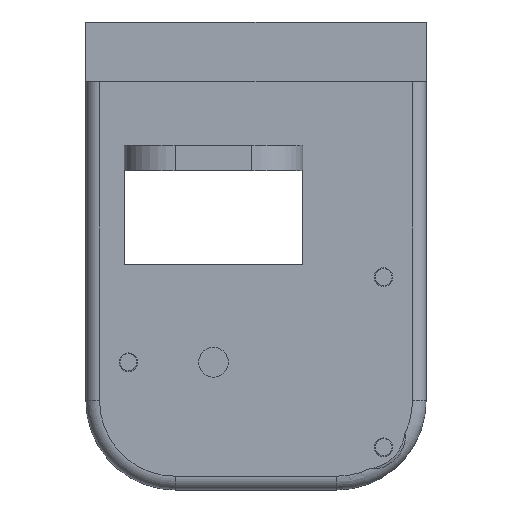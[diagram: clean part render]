
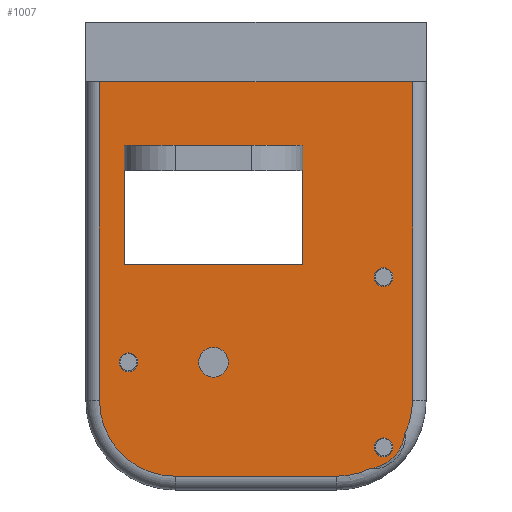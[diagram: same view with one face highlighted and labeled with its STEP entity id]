
A CAD part, top view. The second image highlights one B-rep face of the part: STEP entity #1007.
In plain terms, the highlighted planar face has unit normal (0, 0, 1).
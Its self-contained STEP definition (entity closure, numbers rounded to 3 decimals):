
#16=B_SPLINE_CURVE_WITH_KNOTS('',3,(#1702,#1703,#1704,#1705,#1706,#1707,
#1708,#1709,#1710,#1711,#1712,#1713,#1714,#1715,#1716,#1717),
 .UNSPECIFIED.,.F.,.F.,(4,2,2,2,2,2,2,4),(-0.001,0.,0.175,
0.275,0.336,0.496,0.7,
0.702),.UNSPECIFIED.);
#31=FACE_BOUND('',#160,.T.);
#32=FACE_BOUND('',#161,.T.);
#33=FACE_BOUND('',#162,.T.);
#34=FACE_BOUND('',#163,.T.);
#35=FACE_BOUND('',#164,.T.);
#57=PLANE('',#1109);
#94=FACE_OUTER_BOUND('',#159,.T.);
#159=EDGE_LOOP('',(#814,#815,#816,#817,#818,#819,#820,#821));
#160=EDGE_LOOP('',(#822));
#161=EDGE_LOOP('',(#823,#824,#825,#826,#827,#828));
#162=EDGE_LOOP('',(#829));
#163=EDGE_LOOP('',(#830));
#164=EDGE_LOOP('',(#831));
#203=LINE('',#1514,#287);
#218=LINE('',#1561,#302);
#236=LINE('',#1610,#320);
#252=LINE('',#1651,#336);
#266=LINE('',#1693,#350);
#267=LINE('',#1695,#351);
#268=LINE('',#1699,#352);
#269=LINE('',#1721,#353);
#270=LINE('',#1722,#354);
#271=LINE('',#1723,#355);
#287=VECTOR('',#1190,10.);
#302=VECTOR('',#1229,10.);
#320=VECTOR('',#1271,10.);
#336=VECTOR('',#1313,10.);
#350=VECTOR('',#1357,10.);
#351=VECTOR('',#1358,10.);
#352=VECTOR('',#1361,10.);
#353=VECTOR('',#1366,10.);
#354=VECTOR('',#1367,10.);
#355=VECTOR('',#1368,10.);
#393=CIRCLE('',#1107,1.1);
#395=CIRCLE('',#1110,8.9);
#396=CIRCLE('',#1111,8.9);
#397=CIRCLE('',#1112,8.9);
#398=CIRCLE('',#1113,1.1);
#399=CIRCLE('',#1114,1.75);
#400=CIRCLE('',#1115,1.1);
#426=VERTEX_POINT('',#1495);
#429=VERTEX_POINT('',#1500);
#434=VERTEX_POINT('',#1512);
#454=VERTEX_POINT('',#1560);
#472=VERTEX_POINT('',#1607);
#473=VERTEX_POINT('',#1609);
#485=VERTEX_POINT('',#1650);
#496=VERTEX_POINT('',#1685);
#497=VERTEX_POINT('',#1690);
#498=VERTEX_POINT('',#1691);
#499=VERTEX_POINT('',#1694);
#500=VERTEX_POINT('',#1696);
#501=VERTEX_POINT('',#1698);
#502=VERTEX_POINT('',#1700);
#503=VERTEX_POINT('',#1718);
#504=VERTEX_POINT('',#1720);
#505=VERTEX_POINT('',#1724);
#506=VERTEX_POINT('',#1726);
#529=EDGE_CURVE('',#429,#434,#203,.T.);
#552=EDGE_CURVE('',#454,#429,#218,.T.);
#576=EDGE_CURVE('',#473,#472,#236,.T.);
#597=EDGE_CURVE('',#485,#426,#252,.T.);
#615=EDGE_CURVE('',#496,#496,#393,.T.);
#617=EDGE_CURVE('',#497,#498,#395,.T.);
#618=EDGE_CURVE('',#497,#473,#266,.T.);
#619=EDGE_CURVE('',#499,#472,#267,.T.);
#620=EDGE_CURVE('',#500,#499,#396,.T.);
#621=EDGE_CURVE('',#501,#500,#268,.T.);
#622=EDGE_CURVE('',#502,#501,#397,.T.);
#623=EDGE_CURVE('',#498,#502,#16,.T.);
#624=EDGE_CURVE('',#503,#503,#398,.T.);
#625=EDGE_CURVE('',#426,#504,#269,.T.);
#626=EDGE_CURVE('',#504,#454,#270,.T.);
#627=EDGE_CURVE('',#434,#485,#271,.T.);
#628=EDGE_CURVE('',#505,#505,#399,.T.);
#629=EDGE_CURVE('',#506,#506,#400,.T.);
#814=ORIENTED_EDGE('',*,*,#617,.F.);
#815=ORIENTED_EDGE('',*,*,#618,.T.);
#816=ORIENTED_EDGE('',*,*,#576,.T.);
#817=ORIENTED_EDGE('',*,*,#619,.F.);
#818=ORIENTED_EDGE('',*,*,#620,.F.);
#819=ORIENTED_EDGE('',*,*,#621,.F.);
#820=ORIENTED_EDGE('',*,*,#622,.F.);
#821=ORIENTED_EDGE('',*,*,#623,.F.);
#822=ORIENTED_EDGE('',*,*,#624,.F.);
#823=ORIENTED_EDGE('',*,*,#597,.T.);
#824=ORIENTED_EDGE('',*,*,#625,.T.);
#825=ORIENTED_EDGE('',*,*,#626,.T.);
#826=ORIENTED_EDGE('',*,*,#552,.T.);
#827=ORIENTED_EDGE('',*,*,#529,.T.);
#828=ORIENTED_EDGE('',*,*,#627,.T.);
#829=ORIENTED_EDGE('',*,*,#628,.T.);
#830=ORIENTED_EDGE('',*,*,#629,.F.);
#831=ORIENTED_EDGE('',*,*,#615,.F.);
#1007=ADVANCED_FACE('',(#94,#31,#32,#33,#34,#35),#57,.T.);
#1107=AXIS2_PLACEMENT_3D('',#1687,#1349,#1350);
#1109=AXIS2_PLACEMENT_3D('',#1689,#1353,#1354);
#1110=AXIS2_PLACEMENT_3D('',#1692,#1355,#1356);
#1111=AXIS2_PLACEMENT_3D('',#1697,#1359,#1360);
#1112=AXIS2_PLACEMENT_3D('',#1701,#1362,#1363);
#1113=AXIS2_PLACEMENT_3D('',#1719,#1364,#1365);
#1114=AXIS2_PLACEMENT_3D('',#1725,#1369,#1370);
#1115=AXIS2_PLACEMENT_3D('',#1727,#1371,#1372);
#1190=DIRECTION('',(0.,1.,0.));
#1229=DIRECTION('',(0.,1.,0.));
#1271=DIRECTION('',(-1.,0.,0.));
#1313=DIRECTION('',(0.,-1.,0.));
#1349=DIRECTION('center_axis',(0.,0.,1.));
#1350=DIRECTION('ref_axis',(1.,0.,0.));
#1353=DIRECTION('center_axis',(0.,0.,1.));
#1354=DIRECTION('ref_axis',(1.,0.,0.));
#1355=DIRECTION('center_axis',(0.,0.,-1.));
#1356=DIRECTION('ref_axis',(0.707,-0.707,0.));
#1357=DIRECTION('',(0.,1.,0.));
#1358=DIRECTION('',(0.,1.,0.));
#1359=DIRECTION('center_axis',(0.,0.,-1.));
#1360=DIRECTION('ref_axis',(-0.707,-0.707,0.));
#1361=DIRECTION('',(-1.,0.,0.));
#1362=DIRECTION('center_axis',(0.,0.,-1.));
#1363=DIRECTION('ref_axis',(0.707,-0.707,0.));
#1364=DIRECTION('center_axis',(0.,0.,1.));
#1365=DIRECTION('ref_axis',(1.,0.,0.));
#1366=DIRECTION('',(0.,-1.,0.));
#1367=DIRECTION('',(-1.,0.,0.));
#1368=DIRECTION('',(1.,0.,0.));
#1369=DIRECTION('center_axis',(0.,0.,-1.));
#1370=DIRECTION('ref_axis',(1.,0.,0.));
#1371=DIRECTION('center_axis',(0.,0.,1.));
#1372=DIRECTION('ref_axis',(1.,0.,0.));
#1495=CARTESIAN_POINT('',(10.5,47.543,10.));
#1500=CARTESIAN_POINT('',(-10.5,47.543,10.));
#1512=CARTESIAN_POINT('',(-10.5,50.5,10.));
#1514=CARTESIAN_POINT('',(-10.5,25.25,10.));
#1560=CARTESIAN_POINT('',(-10.5,36.5,10.));
#1561=CARTESIAN_POINT('',(-10.5,18.25,10.));
#1607=CARTESIAN_POINT('',(-13.4,58.,10.));
#1609=CARTESIAN_POINT('',(23.4,58.,10.));
#1610=CARTESIAN_POINT('',(-21.25,58.,10.));
#1650=CARTESIAN_POINT('',(10.5,50.5,10.));
#1651=CARTESIAN_POINT('',(10.5,23.75,10.));
#1685=CARTESIAN_POINT('',(21.1,15.,10.));
#1687=CARTESIAN_POINT('Origin',(20.,15.,10.));
#1689=CARTESIAN_POINT('Origin',(-27.5,0.,10.));
#1690=CARTESIAN_POINT('',(23.4,20.5,10.));
#1691=CARTESIAN_POINT('',(22.516,16.634,10.));
#1692=CARTESIAN_POINT('Origin',(14.5,20.5,10.));
#1693=CARTESIAN_POINT('',(23.4,55.,10.));
#1694=CARTESIAN_POINT('',(-13.4,20.5,10.));
#1695=CARTESIAN_POINT('',(-13.4,30.,10.));
#1696=CARTESIAN_POINT('',(-4.5,11.6,10.));
#1697=CARTESIAN_POINT('Origin',(-4.5,20.5,10.));
#1698=CARTESIAN_POINT('',(14.5,11.6,10.));
#1699=CARTESIAN_POINT('',(-13.75,11.6,10.));
#1700=CARTESIAN_POINT('',(18.366,12.484,10.));
#1701=CARTESIAN_POINT('Origin',(14.5,20.5,10.));
#1702=CARTESIAN_POINT('Ctrl Pts',(22.516,16.634,10.));
#1703=CARTESIAN_POINT('Ctrl Pts',(22.516,16.629,10.));
#1704=CARTESIAN_POINT('Ctrl Pts',(22.515,16.625,10.));
#1705=CARTESIAN_POINT('Ctrl Pts',(22.446,16.041,10.));
#1706=CARTESIAN_POINT('Ctrl Pts',(22.243,15.427,10.));
#1707=CARTESIAN_POINT('Ctrl Pts',(21.767,14.563,10.));
#1708=CARTESIAN_POINT('Ctrl Pts',(21.561,14.269,10.));
#1709=CARTESIAN_POINT('Ctrl Pts',(21.172,13.838,10.));
#1710=CARTESIAN_POINT('Ctrl Pts',(21.013,13.686,10.));
#1711=CARTESIAN_POINT('Ctrl Pts',(20.395,13.178,10.));
#1712=CARTESIAN_POINT('Ctrl Pts',(19.951,12.957,10.));
#1713=CARTESIAN_POINT('Ctrl Pts',(19.239,12.658,10.));
#1714=CARTESIAN_POINT('Ctrl Pts',(18.807,12.536,10.));
#1715=CARTESIAN_POINT('Ctrl Pts',(18.375,12.485,10.));
#1716=CARTESIAN_POINT('Ctrl Pts',(18.371,12.484,10.));
#1717=CARTESIAN_POINT('Ctrl Pts',(18.366,12.484,10.));
#1718=CARTESIAN_POINT('',(21.1,35.,10.));
#1719=CARTESIAN_POINT('Origin',(20.,35.,10.));
#1720=CARTESIAN_POINT('',(10.5,36.5,10.));
#1721=CARTESIAN_POINT('',(10.5,23.75,10.));
#1722=CARTESIAN_POINT('',(-8.5,36.5,10.));
#1723=CARTESIAN_POINT('',(-8.5,50.5,10.));
#1724=CARTESIAN_POINT('',(-1.75,25.,10.));
#1725=CARTESIAN_POINT('Origin',(0.,25.,10.));
#1726=CARTESIAN_POINT('',(-8.9,25.,10.));
#1727=CARTESIAN_POINT('Origin',(-10.,25.,10.));
